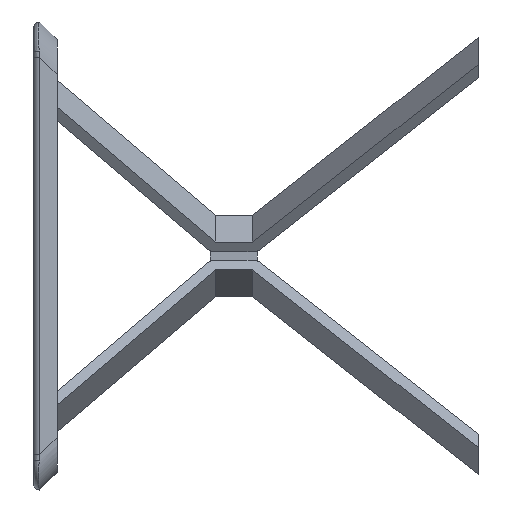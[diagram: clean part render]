
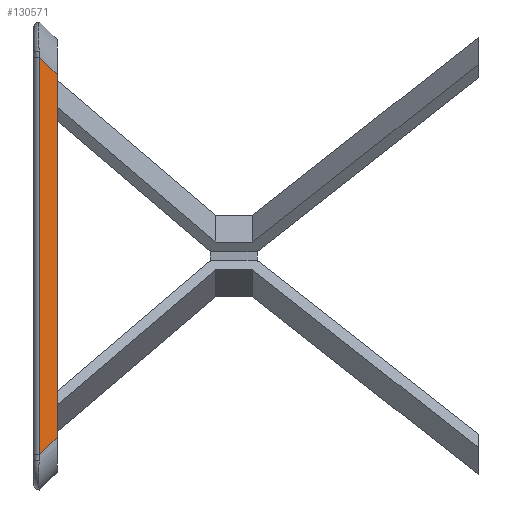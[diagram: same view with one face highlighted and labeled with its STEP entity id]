
A CAD part, left-side view. The second image highlights one B-rep face of the part: STEP entity #130571.
In plain terms, the highlighted planar face has unit normal (-0.707, -0.707, 0).
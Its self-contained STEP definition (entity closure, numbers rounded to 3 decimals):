
#571 = AXIS2_PLACEMENT_3D ( 'NONE', #20180, #123065, #63211 ) ;
#941 = CARTESIAN_POINT ( 'NONE',  ( -806.371, 118.655, -410.934 ) ) ;
#4323 = ORIENTED_EDGE ( 'NONE', *, *, #47783, .T. ) ;
#4391 = CARTESIAN_POINT ( 'NONE',  ( -806.371, 118.655, -501.391 ) ) ;
#4679 = VERTEX_POINT ( 'NONE', #89897 ) ;
#5389 = DIRECTION ( 'NONE',  ( 0., 0., 1. ) ) ;
#9981 = ORIENTED_EDGE ( 'NONE', *, *, #17146, .F. ) ;
#10220 = LINE ( 'NONE', #51185, #111931 ) ;
#16807 = EDGE_CURVE ( 'NONE', #130473, #101537, #96418, .T. ) ;
#17146 = EDGE_CURVE ( 'NONE', #127313, #4679, #96111, .T. ) ;
#20180 = CARTESIAN_POINT ( 'NONE',  ( -806.371, 118.655, -101.391 ) ) ;
#31896 = ORIENTED_EDGE ( 'NONE', *, *, #16807, .F. ) ;
#34530 = VECTOR ( 'NONE', #127351, 1000. ) ;
#47032 = EDGE_CURVE ( 'NONE', #127313, #101537, #10220, .T. ) ;
#47783 = EDGE_CURVE ( 'NONE', #130473, #4679, #129403, .T. ) ;
#48332 = EDGE_LOOP ( 'NONE', ( #9981, #132418, #31896, #4323 ) ) ;
#51185 = CARTESIAN_POINT ( 'NONE',  ( -703.191, 15.474, -307.753 ) ) ;
#56247 = CARTESIAN_POINT ( 'NONE',  ( -836.371, 148.655, -440.934 ) ) ;
#61888 = FACE_OUTER_BOUND ( 'NONE', #48332, .T. ) ;
#63211 = DIRECTION ( 'NONE',  ( 0., 0., 1. ) ) ;
#68258 = DIRECTION ( 'NONE',  ( -0.577, 0.577, 0.577 ) ) ;
#73435 = VECTOR ( 'NONE', #68258, 1000. ) ;
#82062 = PLANE ( 'NONE',  #571 ) ;
#89897 = CARTESIAN_POINT ( 'NONE',  ( -836.371, 148.655, 238.151 ) ) ;
#93504 = DIRECTION ( 'NONE',  ( 0.577, -0.577, 0.577 ) ) ;
#95581 = CARTESIAN_POINT ( 'NONE',  ( -806.371, 118.655, 208.151 ) ) ;
#96111 = LINE ( 'NONE', #97416, #100168 ) ;
#96418 = LINE ( 'NONE', #4391, #34530 ) ;
#97137 = CARTESIAN_POINT ( 'NONE',  ( -703.191, 15.474, 104.97 ) ) ;
#97416 = CARTESIAN_POINT ( 'NONE',  ( -836.371, 148.655, 298.609 ) ) ;
#100168 = VECTOR ( 'NONE', #5389, 1000. ) ;
#101537 = VERTEX_POINT ( 'NONE', #941 ) ;
#111931 = VECTOR ( 'NONE', #93504, 1000. ) ;
#123065 = DIRECTION ( 'NONE',  ( -0.707, -0.707, 0. ) ) ;
#127313 = VERTEX_POINT ( 'NONE', #56247 ) ;
#127351 = DIRECTION ( 'NONE',  ( 0., 0., -1. ) ) ;
#129403 = LINE ( 'NONE', #97137, #73435 ) ;
#130473 = VERTEX_POINT ( 'NONE', #95581 ) ;
#130571 = ADVANCED_FACE ( 'NONE', ( #61888 ), #82062, .T. ) ;
#132418 = ORIENTED_EDGE ( 'NONE', *, *, #47032, .T. ) ;
